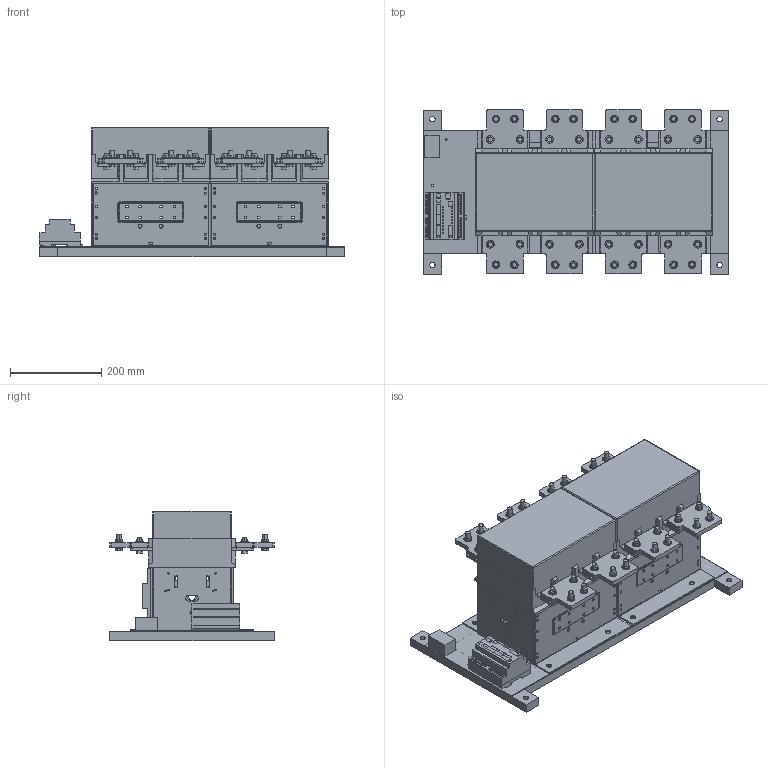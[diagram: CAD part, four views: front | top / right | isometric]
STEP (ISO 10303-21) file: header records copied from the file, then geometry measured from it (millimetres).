
FILE_DESCRIPTION(/* description */ (''),/* implementation_level */ '2;1');
FILE_NAME(/* name */ '3d_11B16004.stp',/* time_stamp */ '2024-07-15T08:58:16+02:00',/* author */ (''),/* organization */ (''),/* preprocessor_version */ 'ST-DEVELOPER v16.7',/* originating_system */ 'SIEMENS PLM Software NX 12.0',/* authorisation */ '');
FILE_SCHEMA (('AUTOMOTIVE_DESIGN { 1 0 10303 214 3 1 1 1 }'));
Products named in the file (2): 3d_11B500400_630400; 3d_11B16004
Assembly tree (2 placements, depth 2):
  3d_11B16004
    3d_11B500400_630400  x2
Bounding box: 670 x 360 x 285 mm (x, y, z)
Volume: 3574199.4 mm3; surface area: 2689683.5 mm2
Topology: 413 solids, 473 shells, 3791 faces, 10990 edges, 8111 vertices
Faces by surface type: plane 2661, cylinder 1066, cone 40, bspline 16, sphere 8
Full cylindrical faces by diameter (mm): 3.242 x16, 3.4 x8, 4.134 x2, 4.5 x4, 5 x16, 5.2 x8, 5.3 x32, 6 x16, 6.6 x2, 8 x4, 8.2 x4, 8.8 x2, 9 x8, 12 x12, 12.1 x4, 13 x24, 16 x4, 22 x4
Entity records: 106460 total; most frequent: CARTESIAN_POINT 18537, DIRECTION 17936, ORIENTED_EDGE 15971, EDGE_CURVE 8584, VERTEX_POINT 6271, AXIS2_PLACEMENT_3D 6063, LINE 5810, VECTOR 5810
